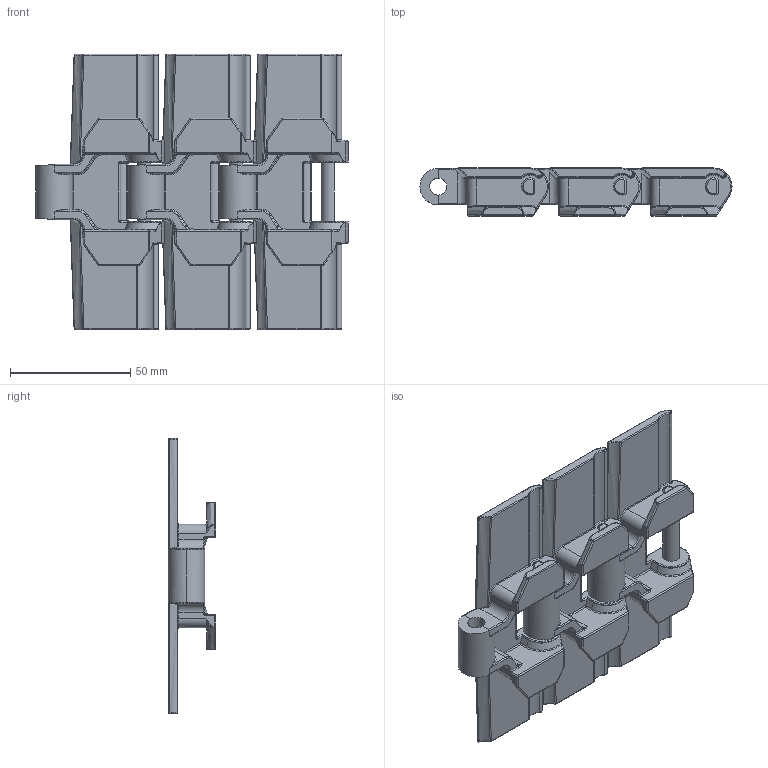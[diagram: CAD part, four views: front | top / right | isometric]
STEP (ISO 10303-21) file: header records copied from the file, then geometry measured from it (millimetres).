
FILE_DESCRIPTION (( 'STEP AP214' ), '1' );
FILE_NAME ('Rexnord-880 TAB- LF 880 TAB K-4-12.STEP', '2019-10-01T09:28:33', ( '' ), ( '' ), 'SwSTEP 2.0', 'SolidWorks 2019', '' );
FILE_SCHEMA (( 'AUTOMOTIVE_DESIGN' ));
Length unit declared in the file: inch
Products named in the file (3): Rexnord-880 TAB- LF 880 TAB K-4-12; Rexnord-880 TAB- LF 880 TAB K-4-12_Pin-880 TAB; Rexnord-880 TAB- LF 880 TAB K-4-12_880 TAB1_LF 4-1_2
Assembly tree (6 placements, depth 2):
  Rexnord-880 TAB- LF 880 TAB K-4-12
    Rexnord-880 TAB- LF 880 TAB K-4-12_880 TAB1_LF 4-1_2  x3
    Rexnord-880 TAB- LF 880 TAB K-4-12_Pin-880 TAB  x3
Bounding box: 129.54 x 19.81 x 114.3 mm (x, y, z)
Volume: 81297.4 mm3; surface area: 44749.6 mm2
Topology: 6 solids, 6 shells, 792 faces, 1917 edges, 1053 vertices
Faces by surface type: cylinder 300, torus 156, plane 141, bspline 126, sphere 54, cone 15
Entity records: 10316 total; most frequent: CARTESIAN_POINT 3053, DIRECTION 1246, ORIENTED_EDGE 1226, EDGE_CURVE 613, AXIS2_PLACEMENT_3D 514, VERTEX_POINT 351, CIRCLE 283, EDGE_LOOP 268
